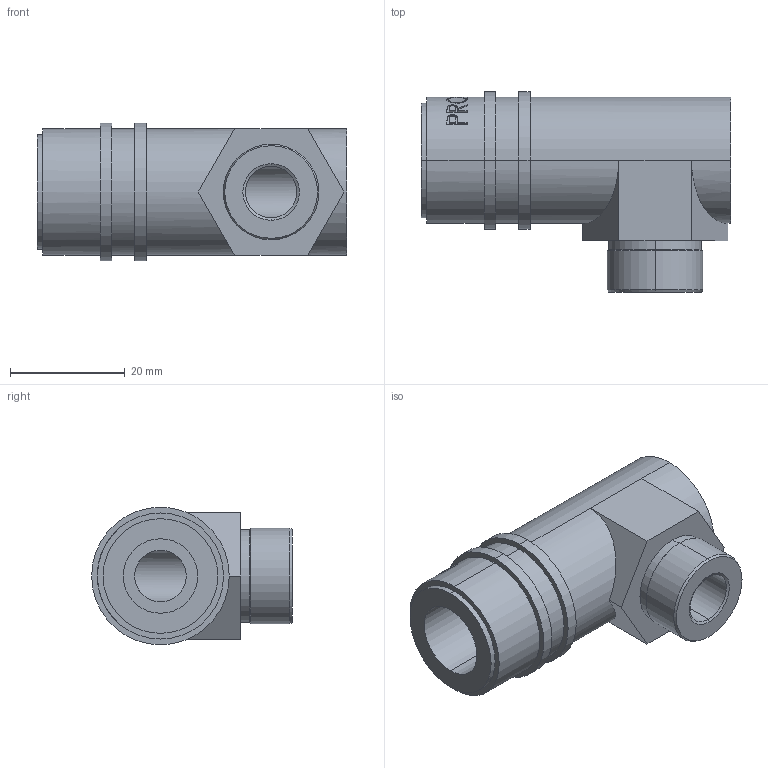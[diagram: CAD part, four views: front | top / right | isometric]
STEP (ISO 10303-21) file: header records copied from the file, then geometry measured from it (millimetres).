
FILE_DESCRIPTION (( 'STEP AP203' ), '1' );
FILE_NAME ('ce15.STEP', '2022-08-06T13:08:24', ( '' ), ( '' ), 'SwSTEP 2.0', 'SolidWorks 2019', '' );
FILE_SCHEMA (( 'CONFIG_CONTROL_DESIGN' ));
Length unit declared in the file: millimetre
Products named in the file (1): ce15
Bounding box: 54 x 35 x 24 mm (x, y, z)
Volume: 19996.5 mm3; surface area: 8106.7 mm2
Topology: 3 solids, 3 shells, 128 faces, 316 edges, 206 vertices
Faces by surface type: plane 48, bspline 42, cylinder 32, cone 6
Entity records: 8596 total; most frequent: CARTESIAN_POINT 5806, ORIENTED_EDGE 632, DIRECTION 432, EDGE_CURVE 316, VERTEX_POINT 206, AXIS2_PLACEMENT_3D 171, EDGE_LOOP 146, B_SPLINE_CURVE_WITH_KNOTS 136
